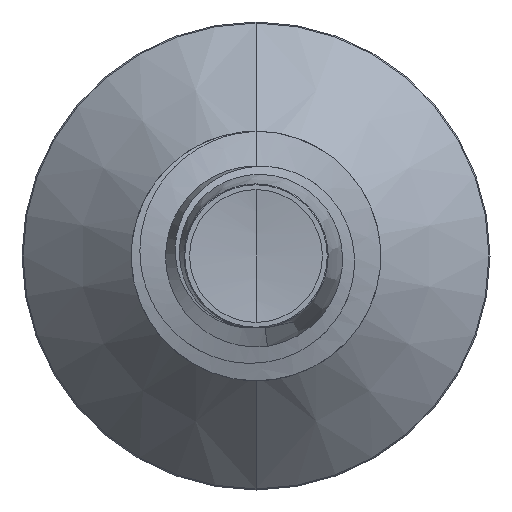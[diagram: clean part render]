
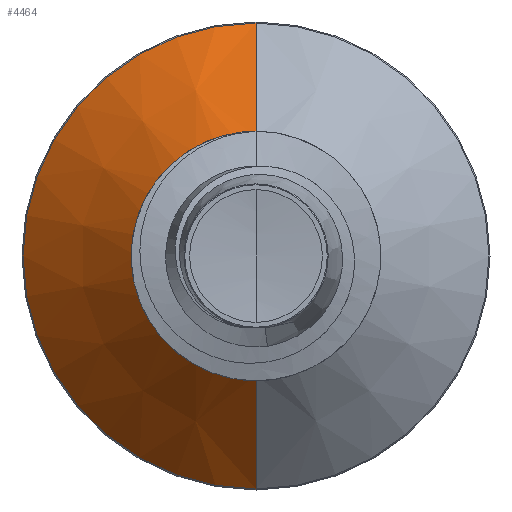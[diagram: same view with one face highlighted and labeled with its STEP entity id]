
A CAD part, front view. The second image highlights one B-rep face of the part: STEP entity #4464.
In plain terms, the highlighted conical face has half-angle 45 degrees and reference radius 0.764 mm.
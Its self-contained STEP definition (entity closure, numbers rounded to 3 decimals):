
#564 = CARTESIAN_POINT ( 'NONE',  ( 0., 2.043, 1.493 ) ) ;
#1320 = CONICAL_SURFACE ( 'NONE', #7782, 0.765, 0.785 ) ;
#1324 = AXIS2_PLACEMENT_3D ( 'NONE', #6348, #6283, #6213 ) ;
#1500 = DIRECTION ( 'NONE',  ( 0., 1., 0. ) ) ;
#1535 = DIRECTION ( 'NONE',  ( 0., 0.707, 0.707 ) ) ;
#1542 = CARTESIAN_POINT ( 'NONE',  ( 0., 1.315, 0. ) ) ;
#1567 = CARTESIAN_POINT ( 'NONE',  ( 0., 2.043, -1.493 ) ) ;
#3431 = CARTESIAN_POINT ( 'NONE',  ( 0., 1.315, -0.765 ) ) ;
#3465 = CARTESIAN_POINT ( 'NONE',  ( 0., 1.315, -0.765 ) ) ;
#3958 = LINE ( 'NONE', #6250, #7641 ) ;
#4236 = DIRECTION ( 'NONE',  ( 0., 0.707, -0.707 ) ) ;
#4342 = VERTEX_POINT ( 'NONE', #1567 ) ;
#4464 = ADVANCED_FACE ( 'NONE', ( #7710 ), #1320, .T. ) ;
#4699 = ORIENTED_EDGE ( 'NONE', *, *, #6039, .F. ) ;
#5735 = DIRECTION ( 'NONE',  ( 0., 0., 1. ) ) ;
#5899 = VERTEX_POINT ( 'NONE', #564 ) ;
#6006 = ORIENTED_EDGE ( 'NONE', *, *, #7220, .T. ) ;
#6039 = EDGE_CURVE ( 'NONE', #4342, #5899, #6795, .T. ) ;
#6059 = VERTEX_POINT ( 'NONE', #3431 ) ;
#6116 = EDGE_CURVE ( 'NONE', #6059, #6232, #6563, .T. ) ;
#6213 = DIRECTION ( 'NONE',  ( 0., 0., 1. ) ) ;
#6232 = VERTEX_POINT ( 'NONE', #6554 ) ;
#6250 = CARTESIAN_POINT ( 'NONE',  ( 0., 1.315, 0.765 ) ) ;
#6283 = DIRECTION ( 'NONE',  ( 0., 1., 0. ) ) ;
#6348 = CARTESIAN_POINT ( 'NONE',  ( 0., 2.043, 0. ) ) ;
#6554 = CARTESIAN_POINT ( 'NONE',  ( 0., 1.315, 0.765 ) ) ;
#6563 = CIRCLE ( 'NONE', #7692, 0.765 ) ;
#6623 = DIRECTION ( 'NONE',  ( 0., 0., 1. ) ) ;
#6640 = DIRECTION ( 'NONE',  ( 0., 1., 0. ) ) ;
#6647 = CARTESIAN_POINT ( 'NONE',  ( 0., 1.315, 0. ) ) ;
#6795 = CIRCLE ( 'NONE', #1324, 1.493 ) ;
#6910 = EDGE_LOOP ( 'NONE', ( #7789, #6916, #6006, #4699 ) ) ;
#6916 = ORIENTED_EDGE ( 'NONE', *, *, #6116, .T. ) ;
#7065 = VECTOR ( 'NONE', #4236, 1000. ) ;
#7176 = LINE ( 'NONE', #3465, #7065 ) ;
#7220 = EDGE_CURVE ( 'NONE', #6232, #5899, #3958, .T. ) ;
#7401 = EDGE_CURVE ( 'NONE', #6059, #4342, #7176, .T. ) ;
#7641 = VECTOR ( 'NONE', #1535, 1000. ) ;
#7692 = AXIS2_PLACEMENT_3D ( 'NONE', #6647, #6640, #6623 ) ;
#7710 = FACE_OUTER_BOUND ( 'NONE', #6910, .T. ) ;
#7782 = AXIS2_PLACEMENT_3D ( 'NONE', #1542, #1500, #5735 ) ;
#7789 = ORIENTED_EDGE ( 'NONE', *, *, #7401, .F. ) ;
